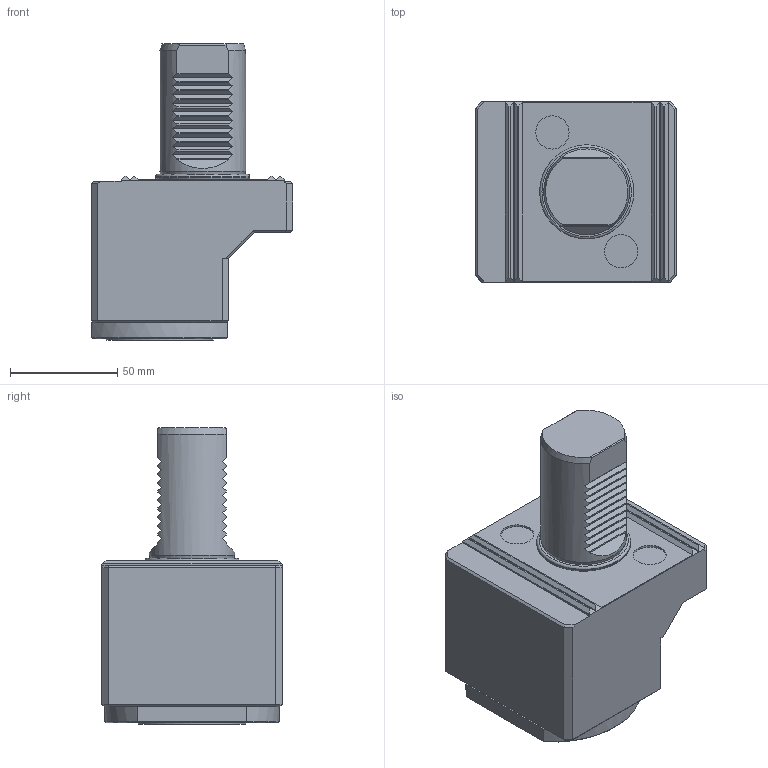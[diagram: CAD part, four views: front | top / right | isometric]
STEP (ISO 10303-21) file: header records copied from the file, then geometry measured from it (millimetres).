
FILE_DESCRIPTION(/* description */ (''),/* implementation_level */ '2;1');
FILE_NAME(/* name */ '1617966868053.stp',/* time_stamp */ '2021-04-09T13:14:33+02:00',/* author */ (''),/* organization */ ('SMS'),/* preprocessor_version */ 'ST-DEVELOPER v16.7',/* originating_system */ 'SIEMENS PLM Software NX 12.0',/* authorisation */ '');
FILE_SCHEMA (('AUTOMOTIVE_DESIGN { 1 0 10303 214 3 1 1 1 }'));
Length unit declared in the file: millimetre
Products named in the file (1): 203469423mod000_00
Bounding box: 94 x 84 x 138 mm (x, y, z)
Volume: 504217.7 mm3; surface area: 49890.7 mm2
Topology: 1 solids, 1 shells, 155 faces, 420 edges, 277 vertices
Faces by surface type: plane 137, cylinder 10, cone 5, torus 2, bspline 1
Full cylindrical faces by diameter (mm): 3 x1, 15.5 x2, 40 x1, 43.9 x1, 50 x1
Entity records: 5049 total; most frequent: CARTESIAN_POINT 1082, DIRECTION 818, ORIENTED_EDGE 812, EDGE_CURVE 406, AXIS2_PLACEMENT_3D 275, VERTEX_POINT 270, LINE 268, VECTOR 268
